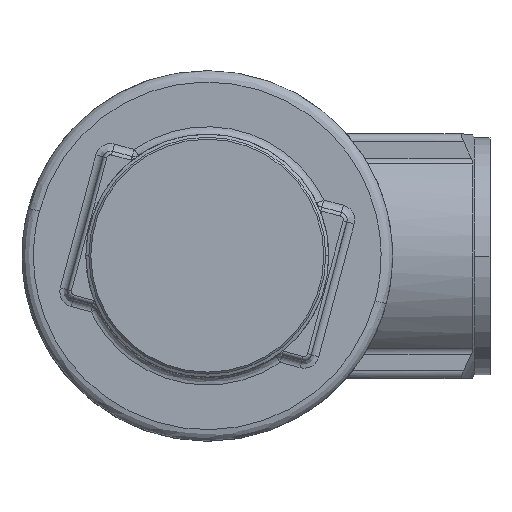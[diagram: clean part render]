
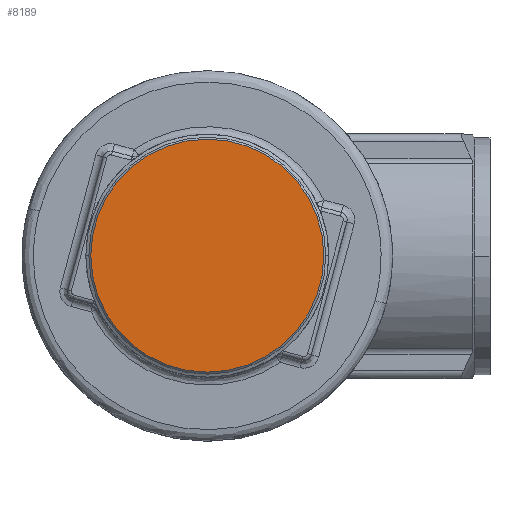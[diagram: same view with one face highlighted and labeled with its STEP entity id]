
A CAD part, top view. The second image highlights one B-rep face of the part: STEP entity #8189.
In plain terms, the highlighted planar face has unit normal (0, 0, 1).
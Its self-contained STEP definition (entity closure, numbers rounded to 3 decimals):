
#507 = DIRECTION ( 'NONE',  ( 0., 0., 1. ) ) ;
#617 = CIRCLE ( 'NONE', #13976, 15.25 ) ;
#838 = EDGE_CURVE ( 'NONE', #12687, #7491, #13741, .T. ) ;
#1267 = DIRECTION ( 'NONE',  ( 0., 0., 1. ) ) ;
#1575 = CARTESIAN_POINT ( 'NONE',  ( -24.94, 0., 73. ) ) ;
#3790 = DIRECTION ( 'NONE',  ( 0., 0., 1. ) ) ;
#3849 = CARTESIAN_POINT ( 'NONE',  ( -9.69, 0., 73. ) ) ;
#7491 = VERTEX_POINT ( 'NONE', #1575 ) ;
#7555 = EDGE_LOOP ( 'NONE', ( #9213, #14362 ) ) ;
#7666 = CARTESIAN_POINT ( 'NONE',  ( -9.69, 0., 73. ) ) ;
#7830 = EDGE_CURVE ( 'NONE', #7491, #12687, #617, .T. ) ;
#7924 = CARTESIAN_POINT ( 'NONE',  ( 5.56, 0., 73. ) ) ;
#8189 = ADVANCED_FACE ( 'NONE', ( #15815 ), #8380, .T. ) ;
#8380 = PLANE ( 'NONE',  #11072 ) ;
#9213 = ORIENTED_EDGE ( 'NONE', *, *, #7830, .T. ) ;
#9612 = DIRECTION ( 'NONE',  ( 1., 0., 0. ) ) ;
#10324 = DIRECTION ( 'NONE',  ( -1., 0., 0. ) ) ;
#11072 = AXIS2_PLACEMENT_3D ( 'NONE', #13342, #507, #9612 ) ;
#12687 = VERTEX_POINT ( 'NONE', #7924 ) ;
#13342 = CARTESIAN_POINT ( 'NONE',  ( -20.618, 18.892, 73. ) ) ;
#13741 = CIRCLE ( 'NONE', #14276, 15.25 ) ;
#13976 = AXIS2_PLACEMENT_3D ( 'NONE', #3849, #3790, #15404 ) ;
#14276 = AXIS2_PLACEMENT_3D ( 'NONE', #7666, #1267, #10324 ) ;
#14362 = ORIENTED_EDGE ( 'NONE', *, *, #838, .T. ) ;
#15404 = DIRECTION ( 'NONE',  ( -1., 0., 0. ) ) ;
#15815 = FACE_OUTER_BOUND ( 'NONE', #7555, .T. ) ;
